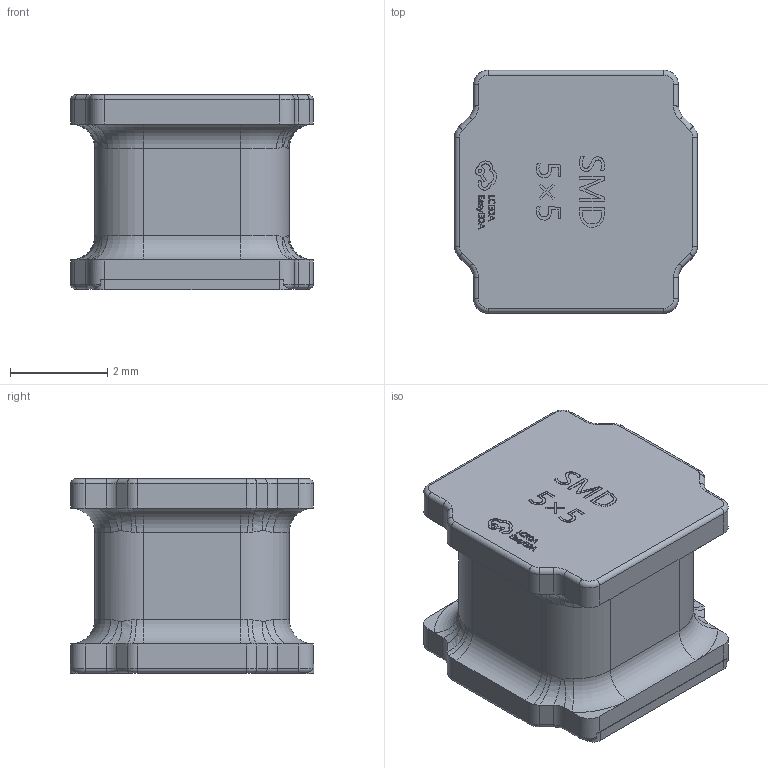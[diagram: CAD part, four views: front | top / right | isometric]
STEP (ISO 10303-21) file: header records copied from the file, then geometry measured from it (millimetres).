
FILE_DESCRIPTION (( 'STEP AP214' ), '1' );
FILE_NAME ('IND-SMD_L5.0-W5.0-H4.0.step', '2022-07-09T00:26:36', ( '' ), ( '' ), 'SwSTEP 2.0', 'SolidWorks 2020', '' );
FILE_SCHEMA (( 'AUTOMOTIVE_DESIGN' ));
Length unit declared in the file: millimetre
Products named in the file (1): IND-SMD_L5.0-W5.0-H4.0
Bounding box: 5 x 5.02 x 4.02 mm (x, y, z)
Volume: 71.9 mm3; surface area: 118.6 mm2
Topology: 1 solids, 1 shells, 568 faces, 1483 edges, 950 vertices
Faces by surface type: plane 286, bspline 180, cylinder 62, torus 40
Entity records: 26873 total; most frequent: CARTESIAN_POINT 7722, ORIENTED_EDGE 2966, DIRECTION 2145, EDGE_CURVE 1483, VERTEX_POINT 950, VECTOR 919, LINE 919, AXIS2_PLACEMENT_3D 613
